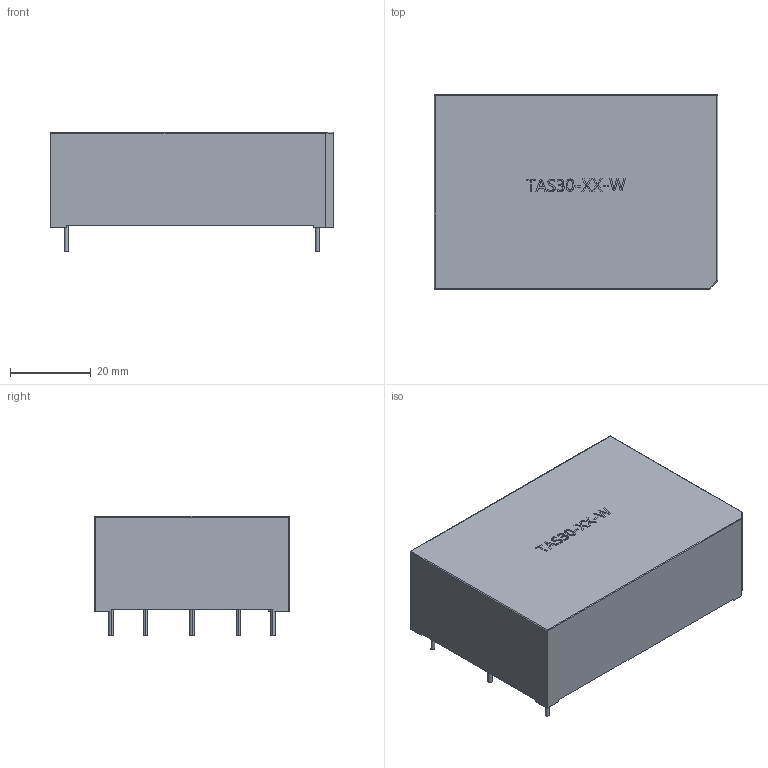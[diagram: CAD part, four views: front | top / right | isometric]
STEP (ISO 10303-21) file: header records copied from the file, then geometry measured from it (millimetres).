
FILE_DESCRIPTION (( 'STEP AP214' ), '1' );
FILE_NAME ('PWRM-TH_TAS30-XX-W.step', '2022-07-09T12:04:16', ( '' ), ( '' ), 'SwSTEP 2.0', 'SolidWorks 2020', '' );
FILE_SCHEMA (( 'AUTOMOTIVE_DESIGN' ));
Length unit declared in the file: millimetre
Products named in the file (1): PWRM-TH_TAS30-XX-W
Bounding box: 70 x 48 x 29.51 mm (x, y, z)
Volume: 77260.1 mm3; surface area: 12281.3 mm2
Topology: 1 solids, 1 shells, 512 faces, 1361 edges, 899 vertices
Faces by surface type: plane 309, bspline 165, cylinder 38
Entity records: 22640 total; most frequent: CARTESIAN_POINT 7477, ORIENTED_EDGE 2712, DIRECTION 1784, EDGE_CURVE 1356, LINE 956, VECTOR 956, VERTEX_POINT 899, EDGE_LOOP 565
